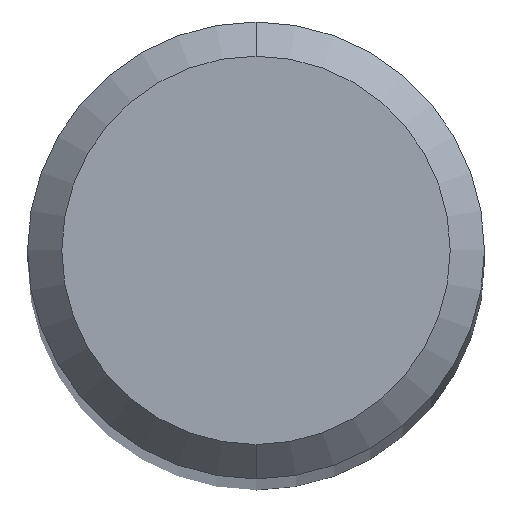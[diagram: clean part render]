
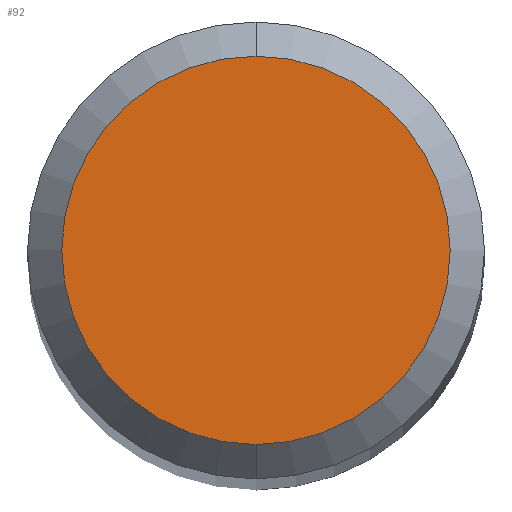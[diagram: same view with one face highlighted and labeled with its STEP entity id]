
A CAD part, top view. The second image highlights one B-rep face of the part: STEP entity #92.
In plain terms, the highlighted planar face has unit normal (0, 0, 1).
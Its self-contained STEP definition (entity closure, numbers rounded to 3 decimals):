
#92=ADVANCED_FACE('',(#229),#230,.T.);
#98=VERTEX_POINT('',#237);
#130=VERTEX_POINT('',#271);
#138=EDGE_CURVE('',#130,#98,#279,.T.);
#168=EDGE_CURVE('',#98,#130,#316,.T.);
#229=FACE_OUTER_BOUND('',#374,.T.);
#230=PLANE('',#375);
#237=CARTESIAN_POINT('',(0.,-1.7,0.0));
#271=CARTESIAN_POINT('',(0.0,1.7,0.0));
#279=CIRCLE('',#440,1.7);
#316=CIRCLE('',#485,1.7);
#374=EDGE_LOOP('',(#543,#544));
#375=AXIS2_PLACEMENT_3D('',#545,#546,#547);
#440=AXIS2_PLACEMENT_3D('',#592,#593,#594);
#485=AXIS2_PLACEMENT_3D('',#656,#657,#658);
#543=ORIENTED_EDGE('',*,*,#138,.F.);
#544=ORIENTED_EDGE('',*,*,#168,.F.);
#545=CARTESIAN_POINT('',(0.0,0.85,0.0));
#546=DIRECTION('',(-0.0,0.0,1.0));
#547=DIRECTION('',(0.0,-1.0,0.0));
#592=CARTESIAN_POINT('',(0.0,0.0,0.0));
#593=DIRECTION('',(0.0,0.0,-1.0));
#594=DIRECTION('',(0.0,1.0,0.0));
#656=CARTESIAN_POINT('',(0.0,0.0,0.0));
#657=DIRECTION('',(0.0,0.0,-1.0));
#658=DIRECTION('',(0.0,1.0,0.0));
